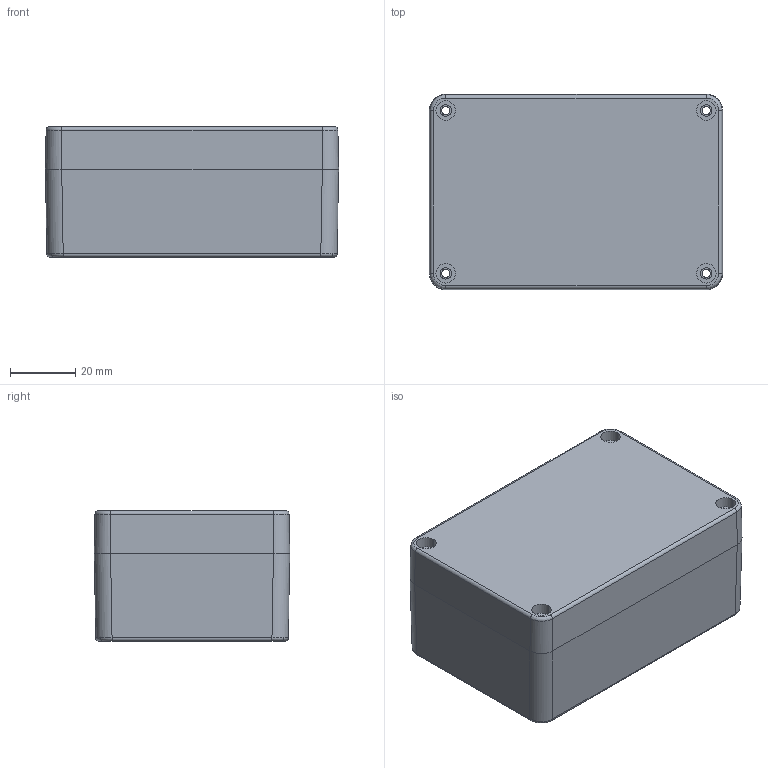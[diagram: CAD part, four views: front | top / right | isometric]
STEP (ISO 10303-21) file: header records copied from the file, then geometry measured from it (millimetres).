
FILE_DESCRIPTION (( 'STEP AP203' ), '1' );
FILE_NAME ('KM-375.STEP', '2024-04-22T11:55:51', ( '' ), ( '' ), 'SwSTEP 2.0', 'SolidWorks 2013', '' );
FILE_SCHEMA (( 'CONFIG_CONTROL_DESIGN' ));
Length unit declared in the file: millimetre
Products named in the file (3): 90x60x40 (korpus)_Domy˜lna; KM-375; 90x60x40 (pokrywa)_Domy˜lna
Assembly tree (2 placements, depth 2):
  KM-375
    90x60x40 (korpus)_Domy˜lna
    90x60x40 (pokrywa)_Domy˜lna
Bounding box: 90 x 60 x 40 mm (x, y, z)
Volume: 67866.4 mm3; surface area: 47914.7 mm2
Topology: 2 solids, 2 shells, 283 faces, 758 edges, 504 vertices
Faces by surface type: plane 115, cylinder 80, bspline 68, cone 20
Entity records: 11633 total; most frequent: CARTESIAN_POINT 4738, ORIENTED_EDGE 1516, DIRECTION 1138, EDGE_CURVE 758, VERTEX_POINT 504, VECTOR 402, LINE 402, AXIS2_PLACEMENT_3D 368
